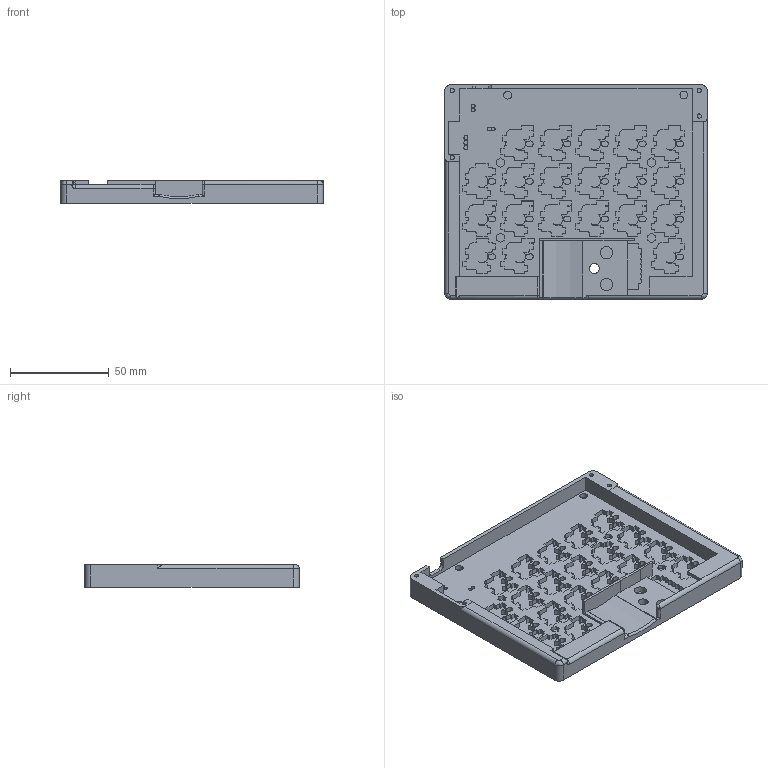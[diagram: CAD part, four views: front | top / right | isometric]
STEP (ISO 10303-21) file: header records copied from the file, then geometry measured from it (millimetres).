
FILE_DESCRIPTION(/* description */ ('HOOPS Exchange Step'),/* implementation_level */ '2;1');
FILE_NAME(/* name */ 'cool642tb_R_bottom v1.step',/* time_stamp */ '2025-05-31T02:10:22+09:00',/* author */ (''),/* organization */ (''),/* preprocessor_version */ 'ST-DEVELOPER v20.1',/* originating_system */ 'Autodesk Translation Framework v14.10.0.0',/* authorisation */ '');
FILE_SCHEMA (('AUTOMOTIVE_DESIGN { 1 0 10303 214 3 1 1 }'));
Length unit declared in the file: millimetre
Products named in the file (3): root; right; bottomplate
Assembly tree (2 placements, depth 3):
  root
    right
      bottomplate
Bounding box: 132.73 x 108.5 x 11.5 mm (x, y, z)
Volume: 58720.4 mm3; surface area: 43689.2 mm2
Topology: 1 solids, 1 shells, 1122 faces, 3163 edges, 2099 vertices
Faces by surface type: plane 858, cylinder 202, bspline 59, sphere 2, torus 1
Full cylindrical faces by diameter (mm): 1.9 x2, 2.2 x4, 4 x2, 5 x1, 6.2 x2
Entity records: 36802 total; most frequent: CARTESIAN_POINT 7664, ORIENTED_EDGE 6322, DIRECTION 5603, EDGE_CURVE 3161, LINE 2639, VECTOR 2639, VERTEX_POINT 2099, AXIS2_PLACEMENT_3D 1482
